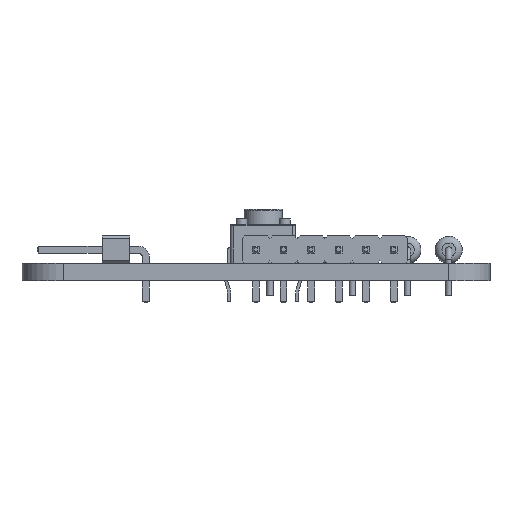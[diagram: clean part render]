
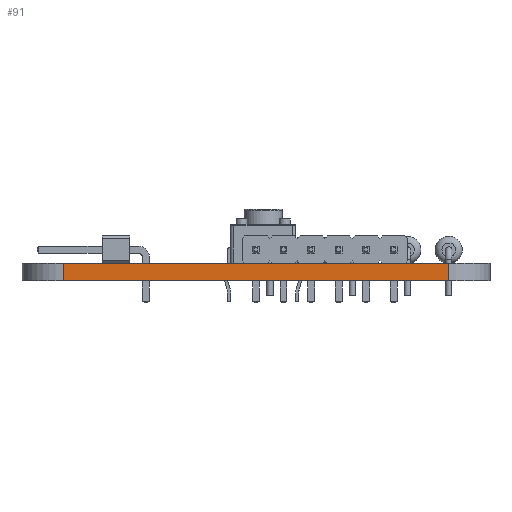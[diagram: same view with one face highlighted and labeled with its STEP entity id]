
A CAD part, front view. The second image highlights one B-rep face of the part: STEP entity #91.
In plain terms, the highlighted planar face has unit normal (0, -1, 0).
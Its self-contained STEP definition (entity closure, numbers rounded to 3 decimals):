
#53 = EDGE_CURVE('',#54,#56,#58,.T.);
#54 = VERTEX_POINT('',#55);
#55 = CARTESIAN_POINT('',(173.99,-133.35,0.));
#56 = VERTEX_POINT('',#57);
#57 = CARTESIAN_POINT('',(173.99,-133.35,-1.6));
#58 = LINE('',#59,#60);
#59 = CARTESIAN_POINT('',(173.99,-133.35,0.));
#60 = VECTOR('',#61,1.);
#61 = DIRECTION('',(0.,0.,-1.));
#91 = ADVANCED_FACE('',(#92),#117,.F.);
#92 = FACE_BOUND('',#93,.F.);
#93 = EDGE_LOOP('',(#94,#95,#103,#111));
#94 = ORIENTED_EDGE('',*,*,#53,.T.);
#95 = ORIENTED_EDGE('',*,*,#96,.T.);
#96 = EDGE_CURVE('',#56,#97,#99,.T.);
#97 = VERTEX_POINT('',#98);
#98 = CARTESIAN_POINT('',(138.43,-133.35,-1.6));
#99 = LINE('',#100,#101);
#100 = CARTESIAN_POINT('',(173.99,-133.35,-1.6));
#101 = VECTOR('',#102,1.);
#102 = DIRECTION('',(-1.,0.,0.));
#103 = ORIENTED_EDGE('',*,*,#104,.F.);
#104 = EDGE_CURVE('',#105,#97,#107,.T.);
#105 = VERTEX_POINT('',#106);
#106 = CARTESIAN_POINT('',(138.43,-133.35,0.));
#107 = LINE('',#108,#109);
#108 = CARTESIAN_POINT('',(138.43,-133.35,0.));
#109 = VECTOR('',#110,1.);
#110 = DIRECTION('',(0.,0.,-1.));
#111 = ORIENTED_EDGE('',*,*,#112,.F.);
#112 = EDGE_CURVE('',#54,#105,#113,.T.);
#113 = LINE('',#114,#115);
#114 = CARTESIAN_POINT('',(173.99,-133.35,0.));
#115 = VECTOR('',#116,1.);
#116 = DIRECTION('',(-1.,0.,0.));
#117 = PLANE('',#118);
#118 = AXIS2_PLACEMENT_3D('',#119,#120,#121);
#119 = CARTESIAN_POINT('',(173.99,-133.35,0.));
#120 = DIRECTION('',(0.,1.,0.));
#121 = DIRECTION('',(-1.,0.,0.));
